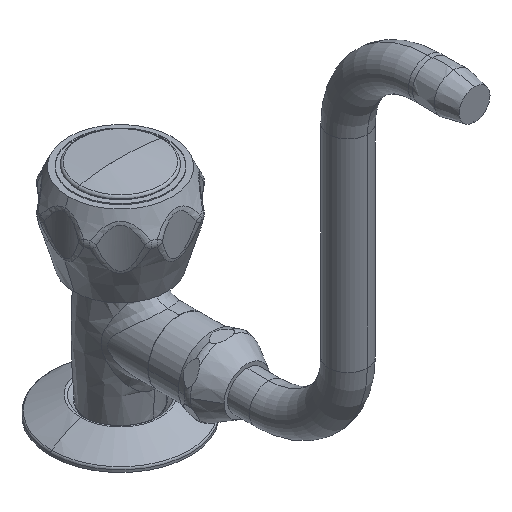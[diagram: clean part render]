
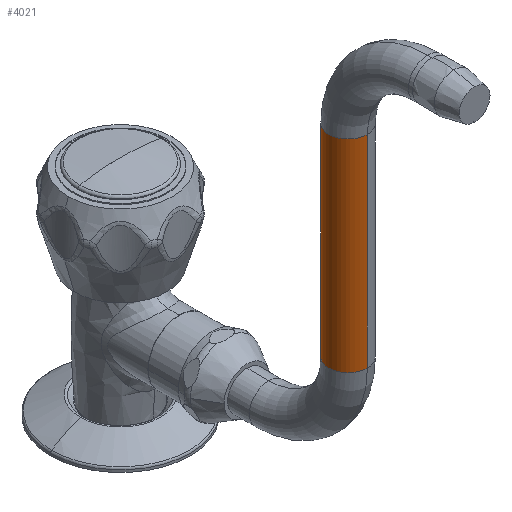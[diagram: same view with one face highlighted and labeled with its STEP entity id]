
A CAD part, isometric view. The second image highlights one B-rep face of the part: STEP entity #4021.
In plain terms, the highlighted cylindrical face has radius 8 mm (diameter 16 mm), a partial arc.
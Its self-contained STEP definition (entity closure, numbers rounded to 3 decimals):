
#768=CARTESIAN_POINT('',(0.,-94.5,37.75));
#769=DIRECTION('',(0.,0.,-1.));
#770=DIRECTION('',(0.,-1.,0.));
#771=AXIS2_PLACEMENT_3D('',#768,#769,#770);
#778=CARTESIAN_POINT('',(0.,-94.5,121.75));
#779=DIRECTION('',(0.,0.,-1.));
#780=DIRECTION('',(0.,-1.,0.));
#781=AXIS2_PLACEMENT_3D('',#778,#779,#780);
#783=DIRECTION('',(0.,0.,-1.));
#784=VECTOR('',#783,84.);
#785=CARTESIAN_POINT('',(0.,-102.5,121.75));
#786=LINE('',#785,#784);
#850=DIRECTION('',(0.,0.,-1.));
#851=VECTOR('',#850,84.);
#852=CARTESIAN_POINT('',(0.,-86.5,121.75));
#853=LINE('',#852,#851);
#2805=CARTESIAN_POINT('',(0.,-86.5,121.75));
#2806=CARTESIAN_POINT('',(0.,-102.5,121.75));
#2807=VERTEX_POINT('',#2805);
#2808=VERTEX_POINT('',#2806);
#2809=CARTESIAN_POINT('',(0.,-86.5,37.75));
#2810=CARTESIAN_POINT('',(0.,-102.5,37.75));
#2811=VERTEX_POINT('',#2809);
#2812=VERTEX_POINT('',#2810);
#4007=CARTESIAN_POINT('',(0.,-94.5,121.75));
#4008=DIRECTION('',(0.,0.,-1.));
#4009=DIRECTION('',(0.,1.,0.));
#4010=AXIS2_PLACEMENT_3D('',#4007,#4008,#4009);
#4011=CYLINDRICAL_SURFACE('',#4010,8.);
#4013=ORIENTED_EDGE('',*,*,#4012,.F.);
#4015=ORIENTED_EDGE('',*,*,#4014,.T.);
#4016=ORIENTED_EDGE('',*,*,#3990,.T.);
#4018=ORIENTED_EDGE('',*,*,#4017,.F.);
#4019=EDGE_LOOP('',(#4013,#4015,#4016,#4018));
#4020=FACE_OUTER_BOUND('',#4019,.F.);
#4021=ADVANCED_FACE('',(#4020),#4011,.T.);
#772=CIRCLE('',#771,8.);
#782=CIRCLE('',#781,8.);
#3990=EDGE_CURVE('',#2812,#2811,#772,.T.);
#4012=EDGE_CURVE('',#2808,#2807,#782,.T.);
#4014=EDGE_CURVE('',#2808,#2812,#786,.T.);
#4017=EDGE_CURVE('',#2807,#2811,#853,.T.);
